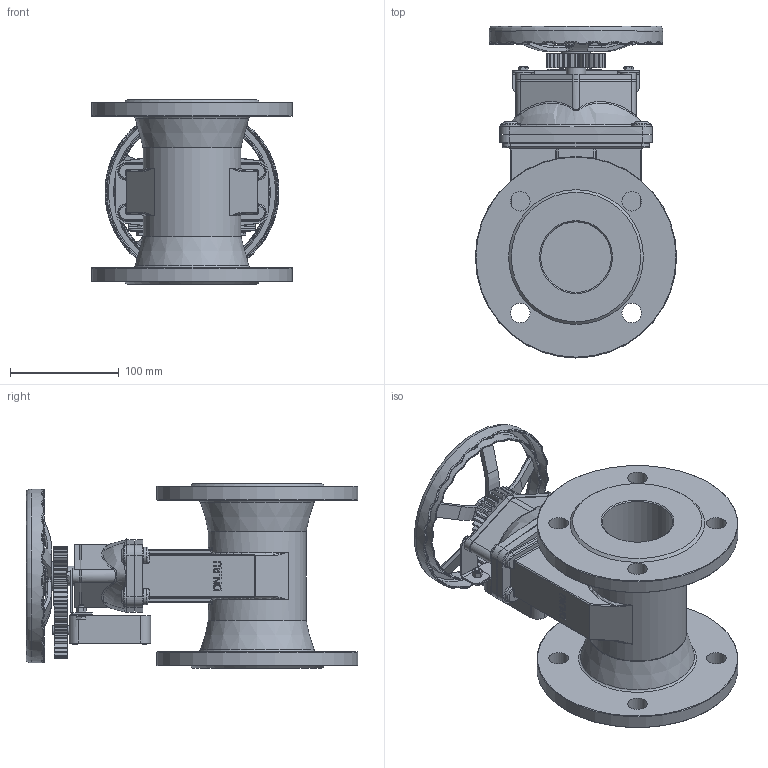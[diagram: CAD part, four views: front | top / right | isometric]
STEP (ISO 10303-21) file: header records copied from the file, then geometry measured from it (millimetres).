
FILE_DESCRIPTION(/* description */ (''),/* implementation_level */ '2;1');
FILE_NAME(/* name */ 'DN65_3D_STEP.stp',/* time_stamp */ '2025-09-19T00:22:49+03:00',/* author */ ('igorr'),/* organization */ (''),/* preprocessor_version */ 'ST-DEVELOPER v20',/* originating_system */ 'Autodesk Inventor 2025',/* authorisation */ '');
FILE_SCHEMA (('AUTOMOTIVE_DESIGN { 1 0 10303 214 3 1 1 }'));
Length unit declared in the file: millimetre
Products named in the file (13): Сборка_Чертежная; Деталь1; Rivet GB/T 1015-1986-6 X 12; Деталь1_1; AS 1110 - M10 x 16; угол_контроль; крепеж; AS 1110 - M5 x 10; ANSI B18.2.4.2M - M5x0,8; AS 1427 - M2,5 x 4; Цилиндрическое зубчатое 
зацепление; Цилиндрическое зубчатое 
зацепление1; Цилиндрическое зубчатое 
зацепление2
Assembly tree (23 placements, depth 3):
  Сборка_Чертежная
    Деталь1
    Rivet GB/T 1015-1986-6 X 12  x4
    Деталь1_1
    AS 1110 - M10 x 16
    угол_контроль
    крепеж  x2
    AS 1110 - M5 x 10  x4
    ANSI B18.2.4.2M - M5x0,8  x2
    AS 1427 - M2,5 x 4  x4
    Цилиндрическое зубчатое 
зацепление
      Цилиндрическое зубчатое 
зацепление1
      Цилиндрическое зубчатое 
зацепление2
Bounding box: 185 x 305 x 170 mm (x, y, z)
Volume: 2120179.8 mm3; surface area: 357486.6 mm2
Topology: 23 solids, 23 shells, 1867 faces, 4822 edges, 3065 vertices
Faces by surface type: plane 650, cylinder 521, bspline 444, cone 145, torus 95, sphere 12
Full cylindrical faces by diameter (mm): 2 x4, 2.224 x4, 2.5 x4, 4.134 x2, 4.66 x4, 5 x4, 6 x8, 8 x14, 10 x1, 10.62 x4, 14 x2, 14.222 x1, 16 x3, 17 x1, 17.778 x1, 18 x13, 23.111 x1, 26.666 x1, 65 x2, 90 x1, 138.192 x1, 141.748 x1, 156.443 x1, 159.998 x1, 185 x2
Entity records: 59703 total; most frequent: CARTESIAN_POINT 20694, ORIENTED_EDGE 8330, DIRECTION 6972, EDGE_CURVE 4165, VERTEX_POINT 2662, AXIS2_PLACEMENT_3D 2603, LINE 1766, VECTOR 1766
